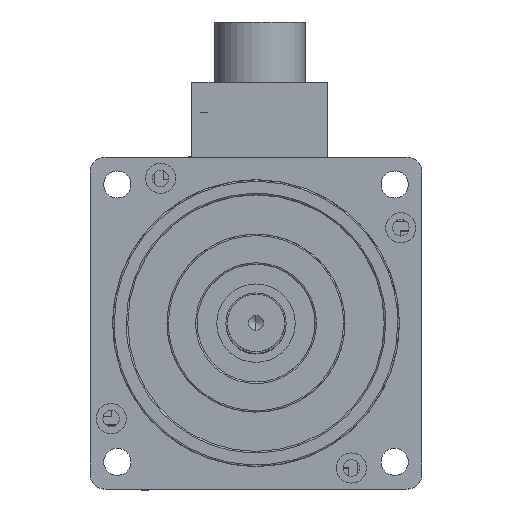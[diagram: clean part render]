
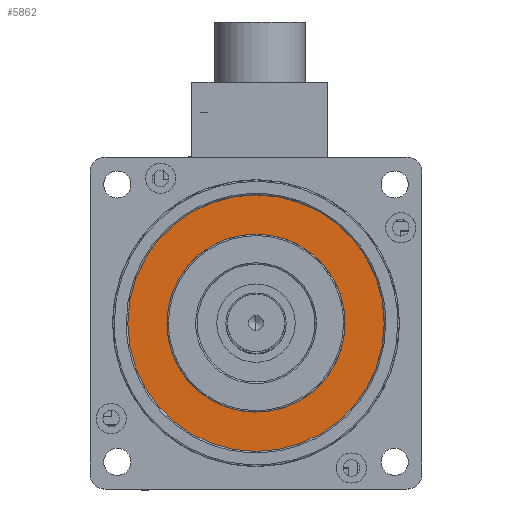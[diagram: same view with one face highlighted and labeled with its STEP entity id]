
A CAD part, top view. The second image highlights one B-rep face of the part: STEP entity #5862.
In plain terms, the highlighted planar face has unit normal (0, 0, 1).
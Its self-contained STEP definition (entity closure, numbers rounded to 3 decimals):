
#458 = CARTESIAN_POINT ( 'NONE',  ( 55., 55., 0. ) ) ;
#470 = CARTESIAN_POINT ( 'NONE',  ( 25.5, 55., 0. ) ) ;
#1123 = PLANE ( 'NONE',  #11854 ) ;
#1190 = CARTESIAN_POINT ( 'NONE',  ( 55., 55., 0. ) ) ;
#1226 = DIRECTION ( 'NONE',  ( 0., -1., 0. ) ) ;
#2133 = VERTEX_POINT ( 'NONE', #17983 ) ;
#2668 = DIRECTION ( 'NONE',  ( 0., 0., 1. ) ) ;
#3130 = EDGE_CURVE ( 'NONE', #20677, #2133, #8246, .T. ) ;
#3318 = FACE_BOUND ( 'NONE', #8447, .T. ) ;
#3463 = VERTEX_POINT ( 'NONE', #5561 ) ;
#4431 = CIRCLE ( 'NONE', #15787, 29.5 ) ;
#4794 = DIRECTION ( 'NONE',  ( -1., 0., 0. ) ) ;
#5040 = DIRECTION ( 'NONE',  ( 0., 0., 1. ) ) ;
#5456 = ORIENTED_EDGE ( 'NONE', *, *, #22830, .T. ) ;
#5561 = CARTESIAN_POINT ( 'NONE',  ( 12.5, 55., 0. ) ) ;
#5862 = ADVANCED_FACE ( 'NONE', ( #14347, #3318 ), #1123, .F. ) ;
#6812 = DIRECTION ( 'NONE',  ( -1., 0., 0. ) ) ;
#7978 = CIRCLE ( 'NONE', #22851, 42.5 ) ;
#8246 = CIRCLE ( 'NONE', #19218, 29.5 ) ;
#8447 = EDGE_LOOP ( 'NONE', ( #16065, #15914 ) ) ;
#8629 = DIRECTION ( 'NONE',  ( 0., 0., 1. ) ) ;
#8808 = CARTESIAN_POINT ( 'NONE',  ( 5., 105., 0. ) ) ;
#8817 = CIRCLE ( 'NONE', #13922, 42.5 ) ;
#11702 = DIRECTION ( 'NONE',  ( -1., 0., 0. ) ) ;
#11854 = AXIS2_PLACEMENT_3D ( 'NONE', #8808, #18122, #1226 ) ;
#12485 = CARTESIAN_POINT ( 'NONE',  ( 97.5, 55., 0. ) ) ;
#12971 = EDGE_LOOP ( 'NONE', ( #5456, #16442 ) ) ;
#13922 = AXIS2_PLACEMENT_3D ( 'NONE', #19493, #5040, #4794 ) ;
#14165 = DIRECTION ( 'NONE',  ( -1., 0., 0. ) ) ;
#14347 = FACE_OUTER_BOUND ( 'NONE', #12971, .T. ) ;
#15787 = AXIS2_PLACEMENT_3D ( 'NONE', #1190, #8629, #14165 ) ;
#15914 = ORIENTED_EDGE ( 'NONE', *, *, #16806, .F. ) ;
#16065 = ORIENTED_EDGE ( 'NONE', *, *, #3130, .F. ) ;
#16442 = ORIENTED_EDGE ( 'NONE', *, *, #21108, .T. ) ;
#16806 = EDGE_CURVE ( 'NONE', #2133, #20677, #4431, .T. ) ;
#17983 = CARTESIAN_POINT ( 'NONE',  ( 84.5, 55., 0. ) ) ;
#18122 = DIRECTION ( 'NONE',  ( 0., 0., -1. ) ) ;
#19218 = AXIS2_PLACEMENT_3D ( 'NONE', #458, #2668, #11702 ) ;
#19492 = VERTEX_POINT ( 'NONE', #12485 ) ;
#19493 = CARTESIAN_POINT ( 'NONE',  ( 55., 55., 0. ) ) ;
#19926 = DIRECTION ( 'NONE',  ( 0., 0., 1. ) ) ;
#20677 = VERTEX_POINT ( 'NONE', #470 ) ;
#21108 = EDGE_CURVE ( 'NONE', #19492, #3463, #8817, .T. ) ;
#22830 = EDGE_CURVE ( 'NONE', #3463, #19492, #7978, .T. ) ;
#22851 = AXIS2_PLACEMENT_3D ( 'NONE', #23113, #19926, #6812 ) ;
#23113 = CARTESIAN_POINT ( 'NONE',  ( 55., 55., 0. ) ) ;
